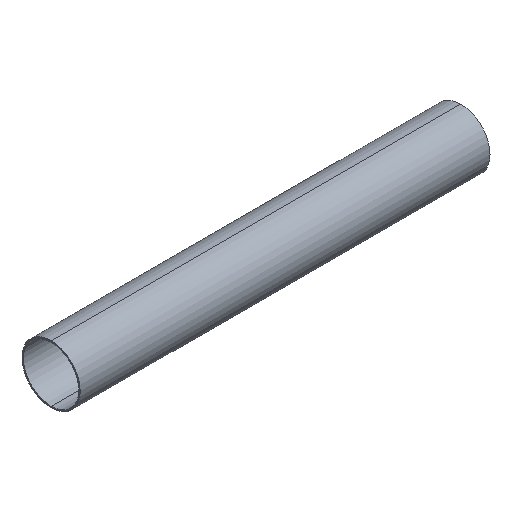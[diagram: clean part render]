
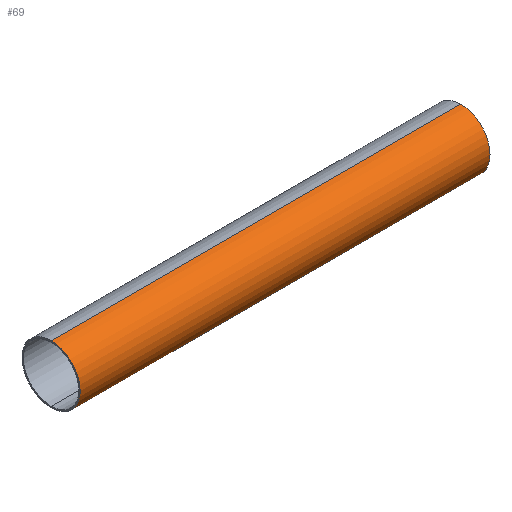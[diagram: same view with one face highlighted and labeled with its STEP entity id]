
A CAD part, isometric view. The second image highlights one B-rep face of the part: STEP entity #69.
In plain terms, the highlighted cylindrical face has radius 355 mm (diameter 710 mm), a partial arc.
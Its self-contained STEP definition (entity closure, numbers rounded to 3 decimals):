
#55 = VERTEX_POINT( '', #127 );
#67 = EDGE_CURVE( '', #55, #79, #142, .T. );
#69 = ADVANCED_FACE( '', ( #144 ), #145, .T. );
#79 = VERTEX_POINT( '', #156 );
#87 = VERTEX_POINT( '', #164 );
#89 = VERTEX_POINT( '', #166 );
#93 = EDGE_CURVE( '', #87, #55, #170, .T. );
#97 = EDGE_CURVE( '', #79, #89, #175, .T. );
#101 = EDGE_CURVE( '', #89, #87, #179, .T. );
#127 = CARTESIAN_POINT( '', ( 0., 0., 355. ) );
#142 = CIRCLE( '', #215, 355. );
#144 = FACE_OUTER_BOUND( '', #217, .T. );
#145 = CYLINDRICAL_SURFACE( '', #218, 355. );
#156 = CARTESIAN_POINT( '', ( 0., 0., -355. ) );
#164 = CARTESIAN_POINT( '', ( 5000., 0., 355. ) );
#166 = CARTESIAN_POINT( '', ( 5000., 0., -355. ) );
#170 = LINE( '', #248, #249 );
#175 = LINE( '', #255, #256 );
#179 = CIRCLE( '', #262, 355. );
#215 = AXIS2_PLACEMENT_3D( '', #297, #298, #299 );
#217 = EDGE_LOOP( '', ( #301, #302, #303, #304 ) );
#218 = AXIS2_PLACEMENT_3D( '', #305, #306, #307 );
#248 = CARTESIAN_POINT( '', ( 0., 0., 355. ) );
#249 = VECTOR( '', #327, 1. );
#255 = CARTESIAN_POINT( '', ( 0., 0., -355. ) );
#256 = VECTOR( '', #336, 1. );
#262 = AXIS2_PLACEMENT_3D( '', #340, #341, #342 );
#297 = CARTESIAN_POINT( '', ( 0., 0., 0. ) );
#298 = DIRECTION( '', ( 1., 0., 0. ) );
#299 = DIRECTION( '', ( 0., 0., -1. ) );
#301 = ORIENTED_EDGE( '', *, *, #97, .T. );
#302 = ORIENTED_EDGE( '', *, *, #101, .T. );
#303 = ORIENTED_EDGE( '', *, *, #93, .T. );
#304 = ORIENTED_EDGE( '', *, *, #67, .T. );
#305 = CARTESIAN_POINT( '', ( 0., 0., 0. ) );
#306 = DIRECTION( '', ( -1., 0., 0. ) );
#307 = DIRECTION( '', ( 0., 0., -1. ) );
#327 = DIRECTION( '', ( -1., 0., 0. ) );
#336 = DIRECTION( '', ( 1., 0., 0. ) );
#340 = CARTESIAN_POINT( '', ( 5000., 0., 0. ) );
#341 = DIRECTION( '', ( -1., 0., 0. ) );
#342 = DIRECTION( '', ( 0., 0., -1. ) );
